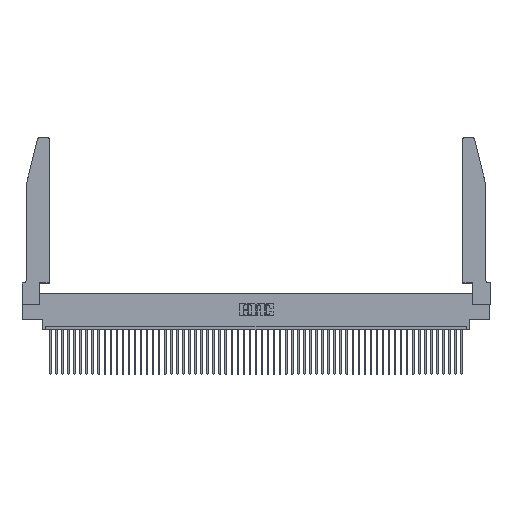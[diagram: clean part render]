
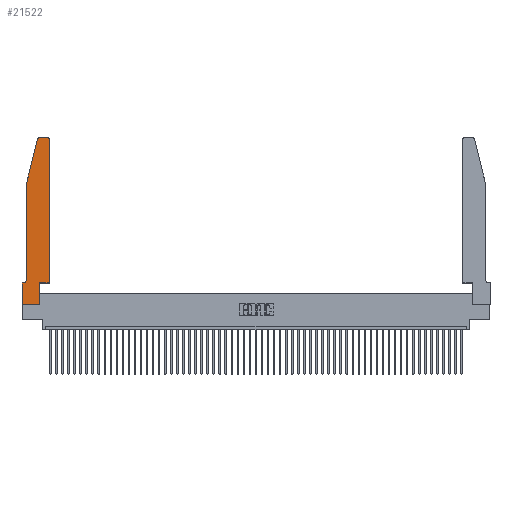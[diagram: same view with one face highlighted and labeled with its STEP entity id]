
A CAD part, top view. The second image highlights one B-rep face of the part: STEP entity #21522.
In plain terms, the highlighted planar face has unit normal (0, 0, 1).
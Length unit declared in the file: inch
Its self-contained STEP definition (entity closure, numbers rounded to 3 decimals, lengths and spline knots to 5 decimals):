
#375 = VERTEX_POINT ( 'NONE', #14101 ) ;
#575 = VECTOR ( 'NONE', #13957, 39.37008 ) ;
#1027 = AXIS2_PLACEMENT_3D ( 'NONE', #14746, #19064, #43429 ) ;
#1846 = EDGE_CURVE ( 'NONE', #10569, #11717, #51809, .T. ) ;
#1887 = VERTEX_POINT ( 'NONE', #11721 ) ;
#2197 = VERTEX_POINT ( 'NONE', #21820 ) ;
#2590 = ORIENTED_EDGE ( 'NONE', *, *, #15566, .T. ) ;
#2681 = DIRECTION ( 'NONE',  ( -1., 0., 0. ) ) ;
#3499 = ORIENTED_EDGE ( 'NONE', *, *, #16764, .T. ) ;
#3854 = VECTOR ( 'NONE', #46258, 39.37008 ) ;
#3948 = VECTOR ( 'NONE', #33389, 39.37008 ) ;
#3969 = DIRECTION ( 'NONE',  ( -1., 0., 0. ) ) ;
#4172 = EDGE_CURVE ( 'NONE', #6407, #1887, #25218, .T. ) ;
#4214 = CARTESIAN_POINT ( 'NONE',  ( 0.4205, 2.72, 0.37 ) ) ;
#4635 = VERTEX_POINT ( 'NONE', #46715 ) ;
#4644 = EDGE_CURVE ( 'NONE', #14508, #2197, #43122, .T. ) ;
#4969 = CARTESIAN_POINT ( 'NONE',  ( 0., 0.35, 0.37 ) ) ;
#5307 = DIRECTION ( 'NONE',  ( 1., 0., 0. ) ) ;
#5832 = AXIS2_PLACEMENT_3D ( 'NONE', #4214, #6293, #51948 ) ;
#6293 = DIRECTION ( 'NONE',  ( 0., 0., 1. ) ) ;
#6407 = VERTEX_POINT ( 'NONE', #28144 ) ;
#6966 = LINE ( 'NONE', #14714, #51231 ) ;
#7119 = DIRECTION ( 'NONE',  ( 0., 1., 0. ) ) ;
#7862 = VECTOR ( 'NONE', #45783, 39.37008 ) ;
#9122 = CARTESIAN_POINT ( 'NONE',  ( 0.0755, 2., 0.37 ) ) ;
#9281 = CARTESIAN_POINT ( 'NONE',  ( 0.0055, 0.35, 0.37 ) ) ;
#10219 = LINE ( 'NONE', #28624, #19364 ) ;
#10569 = VERTEX_POINT ( 'NONE', #9281 ) ;
#11418 = EDGE_CURVE ( 'NONE', #1887, #375, #36189, .T. ) ;
#11595 = LINE ( 'NONE', #21883, #3854 ) ;
#11645 = VERTEX_POINT ( 'NONE', #21681 ) ;
#11717 = VERTEX_POINT ( 'NONE', #16643 ) ;
#11721 = CARTESIAN_POINT ( 'NONE',  ( 0.4505, 0.35, 0.37 ) ) ;
#11976 = EDGE_LOOP ( 'NONE', ( #26997, #2590, #44785, #3499, #20301, #20829, #28416, #30805, #44857, #29171, #47291, #34583 ) ) ;
#13957 = DIRECTION ( 'NONE',  ( 1., 0., 0. ) ) ;
#14101 = CARTESIAN_POINT ( 'NONE',  ( 0.4505, 2.72, 0.37 ) ) ;
#14508 = VERTEX_POINT ( 'NONE', #27692 ) ;
#14714 = CARTESIAN_POINT ( 'NONE',  ( 0.2865, 0.35, 0.37 ) ) ;
#14746 = CARTESIAN_POINT ( 'NONE',  ( 0.0055, 0.42, 0.37 ) ) ;
#15566 = EDGE_CURVE ( 'NONE', #49934, #14508, #49014, .T. ) ;
#15703 = DIRECTION ( 'NONE',  ( 1., 0., 0. ) ) ;
#16480 = VERTEX_POINT ( 'NONE', #49035 ) ;
#16643 = CARTESIAN_POINT ( 'NONE',  ( 0., 0.35, 0.37 ) ) ;
#16764 = EDGE_CURVE ( 'NONE', #2197, #32378, #11595, .T. ) ;
#17687 = EDGE_CURVE ( 'NONE', #4635, #6407, #6966, .T. ) ;
#17945 = DIRECTION ( 'NONE',  ( 0., 0., 1. ) ) ;
#18559 = DIRECTION ( 'NONE',  ( 1., 0., 0. ) ) ;
#19064 = DIRECTION ( 'NONE',  ( 0., 0., -1. ) ) ;
#19364 = VECTOR ( 'NONE', #3969, 39.37008 ) ;
#20301 = ORIENTED_EDGE ( 'NONE', *, *, #36185, .T. ) ;
#20829 = ORIENTED_EDGE ( 'NONE', *, *, #1846, .T. ) ;
#21522 = ADVANCED_FACE ( 'NONE', ( #50784 ), #50055, .T. ) ;
#21681 = CARTESIAN_POINT ( 'NONE',  ( 0., 0., 0.37 ) ) ;
#21820 = CARTESIAN_POINT ( 'NONE',  ( 0.0755, 2., 0.37 ) ) ;
#21883 = CARTESIAN_POINT ( 'NONE',  ( 0.0755, 2., 0.37 ) ) ;
#22083 = CARTESIAN_POINT ( 'NONE',  ( 0., 0., 0.37 ) ) ;
#22838 = EDGE_CURVE ( 'NONE', #16480, #49934, #10219, .T. ) ;
#23999 = VECTOR ( 'NONE', #7119, 39.37008 ) ;
#25218 = LINE ( 'NONE', #27159, #31697 ) ;
#26997 = ORIENTED_EDGE ( 'NONE', *, *, #22838, .T. ) ;
#27104 = LINE ( 'NONE', #37022, #3948 ) ;
#27151 = CARTESIAN_POINT ( 'NONE',  ( 0.0755, 0.35, 0.37 ) ) ;
#27159 = CARTESIAN_POINT ( 'NONE',  ( 0.4505, 0.35, 0.37 ) ) ;
#27692 = CARTESIAN_POINT ( 'NONE',  ( 0.25487, 2.72718, 0.37 ) ) ;
#28144 = CARTESIAN_POINT ( 'NONE',  ( 0.2865, 0.35, 0.37 ) ) ;
#28416 = ORIENTED_EDGE ( 'NONE', *, *, #30491, .T. ) ;
#28624 = CARTESIAN_POINT ( 'NONE',  ( 0.2605, 2.75, 0.37 ) ) ;
#29171 = ORIENTED_EDGE ( 'NONE', *, *, #4172, .T. ) ;
#29842 = CARTESIAN_POINT ( 'NONE',  ( 0.284, 2.75, 0.37 ) ) ;
#30491 = EDGE_CURVE ( 'NONE', #11717, #11645, #27104, .T. ) ;
#30805 = ORIENTED_EDGE ( 'NONE', *, *, #44079, .T. ) ;
#31239 = DIRECTION ( 'NONE',  ( 0., 1., 0. ) ) ;
#31481 = CARTESIAN_POINT ( 'NONE',  ( 0.0755, 0.42, 0.37 ) ) ;
#31697 = VECTOR ( 'NONE', #15703, 39.37008 ) ;
#32378 = VERTEX_POINT ( 'NONE', #31481 ) ;
#33389 = DIRECTION ( 'NONE',  ( 0., -1., 0. ) ) ;
#34583 = ORIENTED_EDGE ( 'NONE', *, *, #45240, .T. ) ;
#34900 = CARTESIAN_POINT ( 'NONE',  ( 0.284, 2.72, 0.37 ) ) ;
#36185 = EDGE_CURVE ( 'NONE', #32378, #10569, #43513, .T. ) ;
#36189 = LINE ( 'NONE', #44647, #23999 ) ;
#37022 = CARTESIAN_POINT ( 'NONE',  ( 0., 0., 0.37 ) ) ;
#38926 = AXIS2_PLACEMENT_3D ( 'NONE', #34900, #43127, #18559 ) ;
#42936 = AXIS2_PLACEMENT_3D ( 'NONE', #4969, #17945, #5307 ) ;
#43122 = LINE ( 'NONE', #9122, #7862 ) ;
#43127 = DIRECTION ( 'NONE',  ( 0., 0., 1. ) ) ;
#43429 = DIRECTION ( 'NONE',  ( -1., 0., 0. ) ) ;
#43513 = CIRCLE ( 'NONE', #1027, 0.07 ) ;
#44079 = EDGE_CURVE ( 'NONE', #11645, #4635, #45841, .T. ) ;
#44647 = CARTESIAN_POINT ( 'NONE',  ( 0.4505, 0.35, 0.37 ) ) ;
#44785 = ORIENTED_EDGE ( 'NONE', *, *, #4644, .T. ) ;
#44857 = ORIENTED_EDGE ( 'NONE', *, *, #17687, .T. ) ;
#45240 = EDGE_CURVE ( 'NONE', #375, #16480, #50249, .T. ) ;
#45783 = DIRECTION ( 'NONE',  ( -0.239, -0.971, 0. ) ) ;
#45841 = LINE ( 'NONE', #22083, #575 ) ;
#45981 = VECTOR ( 'NONE', #2681, 39.37008 ) ;
#46258 = DIRECTION ( 'NONE',  ( 0., -1., 0. ) ) ;
#46715 = CARTESIAN_POINT ( 'NONE',  ( 0.2865, 0., 0.37 ) ) ;
#47291 = ORIENTED_EDGE ( 'NONE', *, *, #11418, .T. ) ;
#49014 = CIRCLE ( 'NONE', #38926, 0.03 ) ;
#49035 = CARTESIAN_POINT ( 'NONE',  ( 0.4205, 2.75, 0.37 ) ) ;
#49934 = VERTEX_POINT ( 'NONE', #29842 ) ;
#50055 = PLANE ( 'NONE',  #42936 ) ;
#50249 = CIRCLE ( 'NONE', #5832, 0.03 ) ;
#50784 = FACE_OUTER_BOUND ( 'NONE', #11976, .T. ) ;
#51231 = VECTOR ( 'NONE', #31239, 39.37008 ) ;
#51809 = LINE ( 'NONE', #27151, #45981 ) ;
#51948 = DIRECTION ( 'NONE',  ( 1., 0., 0. ) ) ;
